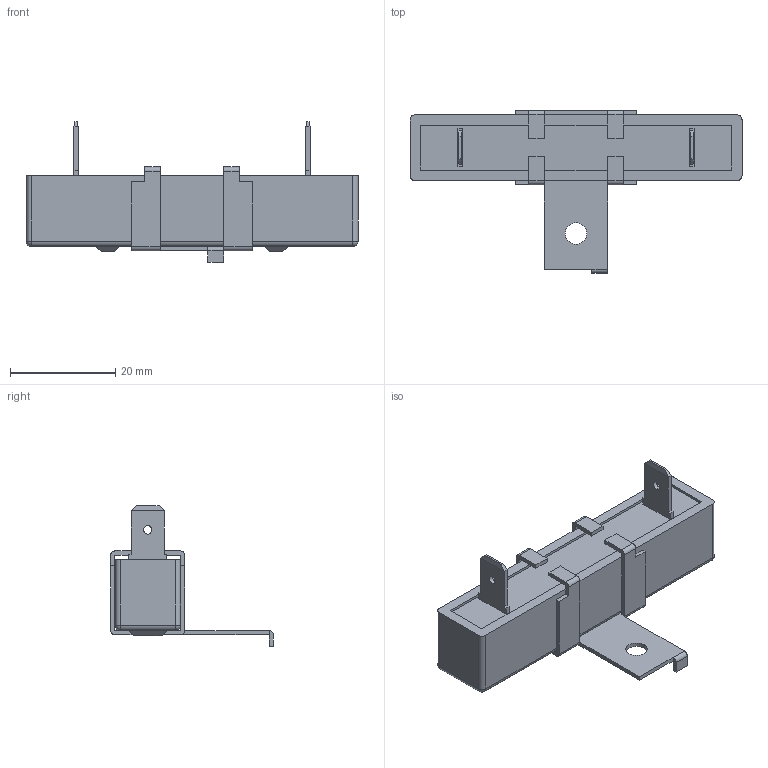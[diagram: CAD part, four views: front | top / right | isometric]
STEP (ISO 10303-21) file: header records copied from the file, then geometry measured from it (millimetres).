
FILE_DESCRIPTION (( 'STEP AP203' ), '1' );
FILE_NAME ('WPRT20AB.STEP', '2015-10-19T11:56:36', ( '' ), ( '' ), 'SwSTEP 2.0', 'SolidWorks 2015', '' );
FILE_SCHEMA (( 'CONFIG_CONTROL_DESIGN' ));
Length unit declared in the file: millimetre
Products named in the file (1): WPRT20AB
Bounding box: 63 x 30.9 x 26.7 mm (x, y, z)
Volume: 11294.6 mm3; surface area: 4851.3 mm2
Topology: 1 solids, 1 shells, 125 faces, 332 edges, 204 vertices
Faces by surface type: plane 99, cylinder 22, sphere 4
Entity records: 3855 total; most frequent: CARTESIAN_POINT 658, ORIENTED_EDGE 656, DIRECTION 624, EDGE_CURVE 328, VECTOR 284, LINE 284, VERTEX_POINT 204, AXIS2_PLACEMENT_3D 170
